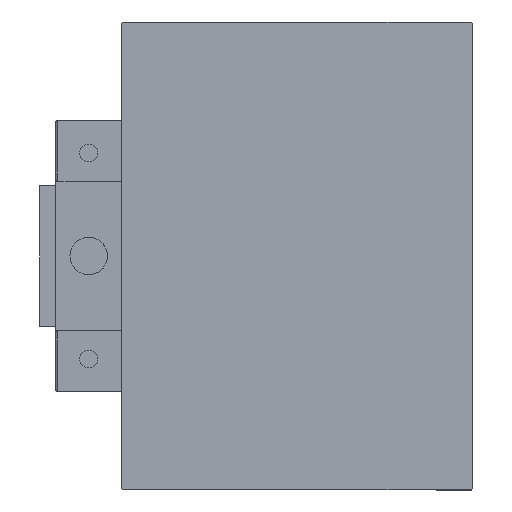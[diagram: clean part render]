
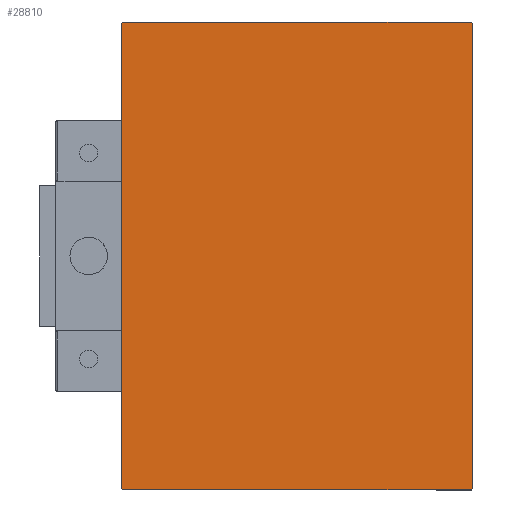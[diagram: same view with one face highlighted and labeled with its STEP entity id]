
A CAD part, left-side view. The second image highlights one B-rep face of the part: STEP entity #28810.
In plain terms, the highlighted face is planar.
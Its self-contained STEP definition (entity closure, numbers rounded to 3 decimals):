
#517 = CARTESIAN_POINT ( 'NONE',  ( 153., -37.5, -50. ) ) ;
#1355 = VECTOR ( 'NONE', #28537, 1000. ) ;
#1392 = VECTOR ( 'NONE', #7154, 1000. ) ;
#2499 = CARTESIAN_POINT ( 'NONE',  ( 153., -37.5, 50. ) ) ;
#4517 = ORIENTED_EDGE ( 'NONE', *, *, #10050, .T. ) ;
#6349 = ORIENTED_EDGE ( 'NONE', *, *, #39764, .T. ) ;
#6879 = CARTESIAN_POINT ( 'NONE',  ( 153., 37.5, -49.7 ) ) ;
#7039 = EDGE_CURVE ( 'NONE', #15467, #35656, #30956, .T. ) ;
#7154 = DIRECTION ( 'NONE',  ( 0., -1., 0. ) ) ;
#7323 = EDGE_CURVE ( 'NONE', #36989, #16040, #37263, .T. ) ;
#7391 = VECTOR ( 'NONE', #20131, 1000. ) ;
#7591 = EDGE_LOOP ( 'NONE', ( #25426, #6349, #41053, #4517, #7800, #16750, #10352, #18269 ) ) ;
#7684 = LINE ( 'NONE', #27205, #26558 ) ;
#7800 = ORIENTED_EDGE ( 'NONE', *, *, #40210, .T. ) ;
#8690 = DIRECTION ( 'NONE',  ( 0., -0.707, -0.707 ) ) ;
#9660 = CARTESIAN_POINT ( 'NONE',  ( 153., 37.2, -50. ) ) ;
#10050 = EDGE_CURVE ( 'NONE', #42915, #37833, #12298, .T. ) ;
#10352 = ORIENTED_EDGE ( 'NONE', *, *, #7323, .T. ) ;
#11685 = CARTESIAN_POINT ( 'NONE',  ( 153., -37.5, -49.7 ) ) ;
#12298 = LINE ( 'NONE', #27749, #7391 ) ;
#15467 = VERTEX_POINT ( 'NONE', #28230 ) ;
#16040 = VERTEX_POINT ( 'NONE', #11685 ) ;
#16067 = DIRECTION ( 'NONE',  ( 1., 0., 0. ) ) ;
#16314 = EDGE_CURVE ( 'NONE', #16040, #15467, #31938, .T. ) ;
#16750 = ORIENTED_EDGE ( 'NONE', *, *, #45099, .T. ) ;
#17413 = VECTOR ( 'NONE', #36341, 1000. ) ;
#17975 = DIRECTION ( 'NONE',  ( 0., 0., -1. ) ) ;
#18269 = ORIENTED_EDGE ( 'NONE', *, *, #16314, .T. ) ;
#18866 = FACE_OUTER_BOUND ( 'NONE', #7591, .T. ) ;
#20131 = DIRECTION ( 'NONE',  ( 0., -0.707, 0.707 ) ) ;
#20176 = CARTESIAN_POINT ( 'NONE',  ( 153., -37.5, 49.7 ) ) ;
#25426 = ORIENTED_EDGE ( 'NONE', *, *, #7039, .T. ) ;
#25820 = DIRECTION ( 'NONE',  ( 0., 0.707, -0.707 ) ) ;
#26558 = VECTOR ( 'NONE', #8690, 1000. ) ;
#26874 = VECTOR ( 'NONE', #17975, 1000. ) ;
#27205 = CARTESIAN_POINT ( 'NONE',  ( 153., -43.6, 43.6 ) ) ;
#27723 = PLANE ( 'NONE',  #35959 ) ;
#27749 = CARTESIAN_POINT ( 'NONE',  ( 153., 43.6, 43.6 ) ) ;
#28230 = CARTESIAN_POINT ( 'NONE',  ( 153., -37.2, -50. ) ) ;
#28537 = DIRECTION ( 'NONE',  ( 0., 0.707, 0.707 ) ) ;
#28733 = CARTESIAN_POINT ( 'NONE',  ( 153., 37.5, 50. ) ) ;
#28810 = ADVANCED_FACE ( 'NONE', ( #18866 ), #27723, .T. ) ;
#30956 = LINE ( 'NONE', #517, #38207 ) ;
#31041 = DIRECTION ( 'NONE',  ( 0., 0., -1. ) ) ;
#31938 = LINE ( 'NONE', #47441, #36918 ) ;
#33102 = LINE ( 'NONE', #39729, #1355 ) ;
#34763 = DIRECTION ( 'NONE',  ( 0., 1., 0. ) ) ;
#35174 = EDGE_CURVE ( 'NONE', #47357, #42915, #39914, .T. ) ;
#35656 = VERTEX_POINT ( 'NONE', #9660 ) ;
#35959 = AXIS2_PLACEMENT_3D ( 'NONE', #42982, #16067, #31041 ) ;
#36099 = CARTESIAN_POINT ( 'NONE',  ( 153., 37.5, -50. ) ) ;
#36341 = DIRECTION ( 'NONE',  ( 0., 0., 1. ) ) ;
#36568 = VERTEX_POINT ( 'NONE', #37796 ) ;
#36918 = VECTOR ( 'NONE', #25820, 1000. ) ;
#36989 = VERTEX_POINT ( 'NONE', #20176 ) ;
#37155 = CARTESIAN_POINT ( 'NONE',  ( 153., 37.2, 50. ) ) ;
#37263 = LINE ( 'NONE', #2499, #26874 ) ;
#37796 = CARTESIAN_POINT ( 'NONE',  ( 153., -37.2, 50. ) ) ;
#37833 = VERTEX_POINT ( 'NONE', #37155 ) ;
#38207 = VECTOR ( 'NONE', #34763, 1000. ) ;
#38231 = CARTESIAN_POINT ( 'NONE',  ( 153., 37.5, 49.7 ) ) ;
#39729 = CARTESIAN_POINT ( 'NONE',  ( 153., 43.6, -43.6 ) ) ;
#39764 = EDGE_CURVE ( 'NONE', #35656, #47357, #33102, .T. ) ;
#39914 = LINE ( 'NONE', #36099, #17413 ) ;
#40210 = EDGE_CURVE ( 'NONE', #37833, #36568, #44485, .T. ) ;
#41053 = ORIENTED_EDGE ( 'NONE', *, *, #35174, .T. ) ;
#42915 = VERTEX_POINT ( 'NONE', #38231 ) ;
#42982 = CARTESIAN_POINT ( 'NONE',  ( 153., 0., 0. ) ) ;
#44485 = LINE ( 'NONE', #28733, #1392 ) ;
#45099 = EDGE_CURVE ( 'NONE', #36568, #36989, #7684, .T. ) ;
#47357 = VERTEX_POINT ( 'NONE', #6879 ) ;
#47441 = CARTESIAN_POINT ( 'NONE',  ( 153., -43.6, -43.6 ) ) ;
